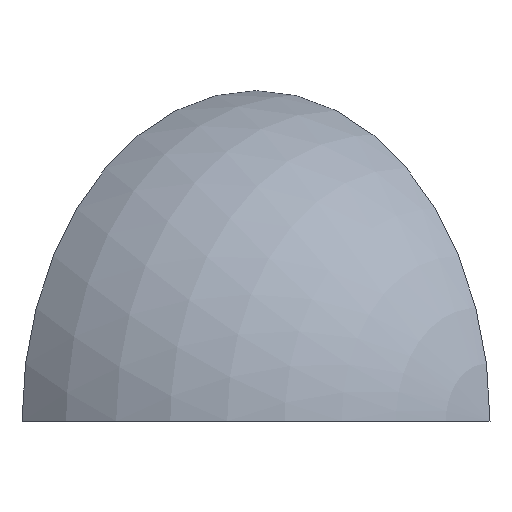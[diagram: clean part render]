
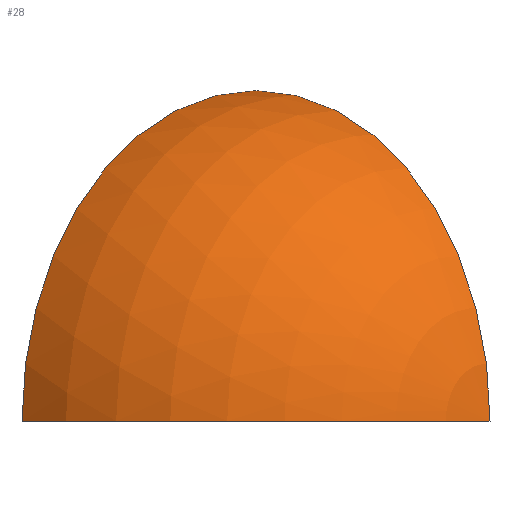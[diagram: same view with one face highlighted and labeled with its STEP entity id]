
A CAD part, top view. The second image highlights one B-rep face of the part: STEP entity #28.
In plain terms, the highlighted spherical face has radius 53.086 mm.
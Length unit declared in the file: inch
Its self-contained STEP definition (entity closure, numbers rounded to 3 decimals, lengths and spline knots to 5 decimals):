
#12 = CIRCLE ( 'NONE', #51, 2.09 ) ;
#20 = SPHERICAL_SURFACE ( 'NONE', #99, 2.09 ) ;
#24 = DIRECTION ( 'NONE',  ( -0.707, 0., 0.707 ) ) ;
#28 = ADVANCED_FACE ( 'NONE', ( #120 ), #20, .T. ) ;
#29 = DIRECTION ( 'NONE',  ( 0.707, 0., -0.707 ) ) ;
#42 = CARTESIAN_POINT ( 'NONE',  ( 0., 0.67579, -1.41421 ) ) ;
#48 = VERTEX_POINT ( 'NONE', #119 ) ;
#49 = CIRCLE ( 'NONE', #92, 2.09 ) ;
#51 = AXIS2_PLACEMENT_3D ( 'NONE', #207, #81, #149 ) ;
#58 = CARTESIAN_POINT ( 'NONE',  ( 0., -1.41421, -1.41421 ) ) ;
#70 = ORIENTED_EDGE ( 'NONE', *, *, #166, .F. ) ;
#71 = EDGE_LOOP ( 'NONE', ( #70, #151, #113 ) ) ;
#81 = DIRECTION ( 'NONE',  ( 0.707, 0., 0.707 ) ) ;
#82 = VERTEX_POINT ( 'NONE', #110 ) ;
#90 = AXIS2_PLACEMENT_3D ( 'NONE', #124, #29, #185 ) ;
#91 = EDGE_CURVE ( 'NONE', #133, #48, #12, .T. ) ;
#92 = AXIS2_PLACEMENT_3D ( 'NONE', #169, #199, #158 ) ;
#99 = AXIS2_PLACEMENT_3D ( 'NONE', #58, #142, #24 ) ;
#110 = CARTESIAN_POINT ( 'NONE',  ( 1.47785, -1.41421, 0.06364 ) ) ;
#113 = ORIENTED_EDGE ( 'NONE', *, *, #177, .T. ) ;
#119 = CARTESIAN_POINT ( 'NONE',  ( -1.47785, -1.41421, 0.06364 ) ) ;
#120 = FACE_OUTER_BOUND ( 'NONE', #71, .T. ) ;
#124 = CARTESIAN_POINT ( 'NONE',  ( 0., -1.41421, -1.41421 ) ) ;
#133 = VERTEX_POINT ( 'NONE', #42 ) ;
#142 = DIRECTION ( 'NONE',  ( 0.707, 0., 0.707 ) ) ;
#149 = DIRECTION ( 'NONE',  ( -0.707, 0., 0.707 ) ) ;
#151 = ORIENTED_EDGE ( 'NONE', *, *, #91, .T. ) ;
#158 = DIRECTION ( 'NONE',  ( 0., 0., 1. ) ) ;
#166 = EDGE_CURVE ( 'NONE', #133, #82, #171, .T. ) ;
#169 = CARTESIAN_POINT ( 'NONE',  ( 0., -1.41421, -1.41421 ) ) ;
#171 = CIRCLE ( 'NONE', #90, 2.09 ) ;
#177 = EDGE_CURVE ( 'NONE', #48, #82, #49, .T. ) ;
#185 = DIRECTION ( 'NONE',  ( 0.707, 0., 0.707 ) ) ;
#199 = DIRECTION ( 'NONE',  ( 0., 1., 0. ) ) ;
#207 = CARTESIAN_POINT ( 'NONE',  ( 0., -1.41421, -1.41421 ) ) ;
